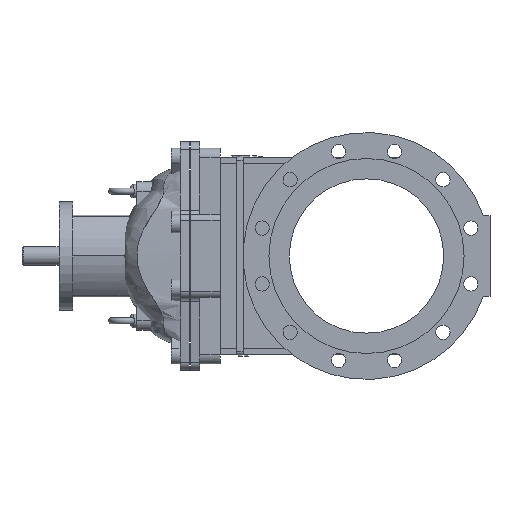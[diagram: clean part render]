
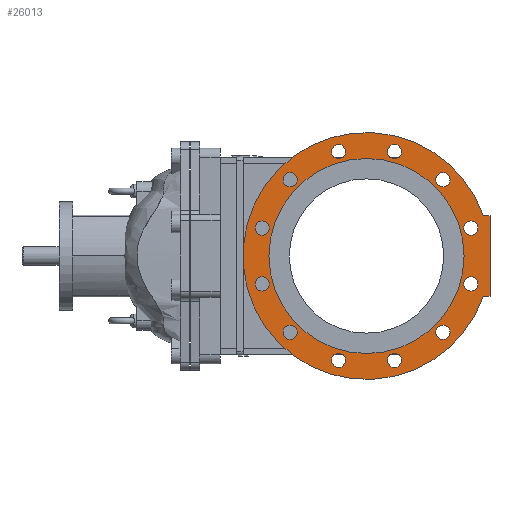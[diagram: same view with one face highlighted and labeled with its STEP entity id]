
A CAD part, left-side view. The second image highlights one B-rep face of the part: STEP entity #26013.
In plain terms, the highlighted planar face has unit normal (-1, 0, 0).
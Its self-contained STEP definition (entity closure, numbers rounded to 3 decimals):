
#26013=ADVANCED_FACE('',(#62063,#62065,#62067,#62069,#62071,#62073,#62075,#62077,
#62079,#62081,#62083,#62085,#62087,#62089),#62091,.F.);
#62063=FACE_BOUND('',#62064,.T.);
#62064=EDGE_LOOP('',(#85147,#85148,#85149,#85150));
#62065=FACE_BOUND('',#62066,.T.);
#62066=EDGE_LOOP('',(#85151));
#62067=FACE_BOUND('',#62068,.T.);
#62068=EDGE_LOOP('',(#85152));
#62069=FACE_BOUND('',#62070,.T.);
#62070=EDGE_LOOP('',(#85153));
#62071=FACE_BOUND('',#62072,.T.);
#62072=EDGE_LOOP('',(#85154));
#62073=FACE_BOUND('',#62074,.T.);
#62074=EDGE_LOOP('',(#85155));
#62075=FACE_BOUND('',#62076,.T.);
#62076=EDGE_LOOP('',(#85156));
#62077=FACE_BOUND('',#62078,.T.);
#62078=EDGE_LOOP('',(#85157));
#62079=FACE_BOUND('',#62080,.T.);
#62080=EDGE_LOOP('',(#85158));
#62081=FACE_BOUND('',#62082,.T.);
#62082=EDGE_LOOP('',(#85159));
#62083=FACE_BOUND('',#62084,.T.);
#62084=EDGE_LOOP('',(#85160));
#62085=FACE_BOUND('',#62086,.T.);
#62086=EDGE_LOOP('',(#85161));
#62087=FACE_BOUND('',#62088,.T.);
#62088=EDGE_LOOP('',(#85162));
#62089=FACE_BOUND('',#62090,.T.);
#62090=EDGE_LOOP('',(#85163));
#62091=PLANE('',#62092);
#62092=AXIS2_PLACEMENT_3D('',#62093,#62094,#62095);
#62093=CARTESIAN_POINT('',(24253.497,2234.773,-52.035));
#62094=DIRECTION('',(1.,0.,0.));
#62095=DIRECTION('',(0.,-0.5,-0.866));
#85147=ORIENTED_EDGE('',*,*,#93298,.T.);
#85148=ORIENTED_EDGE('',*,*,#93295,.T.);
#85149=ORIENTED_EDGE('',*,*,#93292,.T.);
#85150=ORIENTED_EDGE('',*,*,#93289,.T.);
#85151=ORIENTED_EDGE('',*,*,#90284,.T.);
#85152=ORIENTED_EDGE('',*,*,#90286,.T.);
#85153=ORIENTED_EDGE('',*,*,#90288,.T.);
#85154=ORIENTED_EDGE('',*,*,#90290,.T.);
#85155=ORIENTED_EDGE('',*,*,#90292,.T.);
#85156=ORIENTED_EDGE('',*,*,#90318,.T.);
#85157=ORIENTED_EDGE('',*,*,#90320,.T.);
#85158=ORIENTED_EDGE('',*,*,#90322,.T.);
#85159=ORIENTED_EDGE('',*,*,#90324,.T.);
#85160=ORIENTED_EDGE('',*,*,#90326,.T.);
#85161=ORIENTED_EDGE('',*,*,#90328,.T.);
#85162=ORIENTED_EDGE('',*,*,#90282,.T.);
#85163=ORIENTED_EDGE('',*,*,#93299,.T.);
#90282=EDGE_CURVE('',#101297,#101297,#101298,.T.);
#90284=EDGE_CURVE('',#101301,#101301,#101302,.T.);
#90286=EDGE_CURVE('',#101305,#101305,#101306,.T.);
#90288=EDGE_CURVE('',#101309,#101309,#101310,.T.);
#90290=EDGE_CURVE('',#101313,#101313,#101314,.T.);
#90292=EDGE_CURVE('',#101317,#101317,#101318,.T.);
#90318=EDGE_CURVE('',#101369,#101369,#101370,.T.);
#90320=EDGE_CURVE('',#101373,#101373,#101374,.T.);
#90322=EDGE_CURVE('',#101377,#101377,#101378,.T.);
#90324=EDGE_CURVE('',#101381,#101381,#101382,.T.);
#90326=EDGE_CURVE('',#101385,#101385,#101386,.T.);
#90328=EDGE_CURVE('',#101389,#101389,#101390,.T.);
#93289=EDGE_CURVE('',#107217,#107215,#107218,.T.);
#93292=EDGE_CURVE('',#107222,#107217,#107223,.T.);
#93295=EDGE_CURVE('',#107227,#107222,#107228,.T.);
#93298=EDGE_CURVE('',#107215,#107227,#107231,.T.);
#93299=EDGE_CURVE('',#107232,#107232,#107233,.T.);
#101297=VERTEX_POINT('',#121177);
#101298=CIRCLE('',#121178,11.5);
#101301=VERTEX_POINT('',#121187);
#101302=CIRCLE('',#121188,11.5);
#101305=VERTEX_POINT('',#121197);
#101306=CIRCLE('',#121198,11.5);
#101309=VERTEX_POINT('',#121207);
#101310=CIRCLE('',#121208,11.5);
#101313=VERTEX_POINT('',#121217);
#101314=CIRCLE('',#121218,11.5);
#101317=VERTEX_POINT('',#121227);
#101318=CIRCLE('',#121228,11.5);
#101369=VERTEX_POINT('',#121357);
#101370=CIRCLE('',#121358,11.5);
#101373=VERTEX_POINT('',#121367);
#101374=CIRCLE('',#121368,11.5);
#101377=VERTEX_POINT('',#121377);
#101378=CIRCLE('',#121378,11.5);
#101381=VERTEX_POINT('',#121387);
#101382=CIRCLE('',#121388,11.5);
#101385=VERTEX_POINT('',#121397);
#101386=CIRCLE('',#121398,11.5);
#101389=VERTEX_POINT('',#121407);
#101390=CIRCLE('',#121408,11.5);
#107215=VERTEX_POINT('',#133218);
#107217=VERTEX_POINT('',#133222);
#107218=LINE('',#133223,#133224);
#107222=VERTEX_POINT('',#133234);
#107223=CIRCLE('',#133235,200.);
#107227=VERTEX_POINT('',#133246);
#107228=LINE('',#133247,#133248);
#107231=LINE('',#133256,#133257);
#107232=VERTEX_POINT('',#133259);
#107233=CIRCLE('',#133260,158.);
#121177=CARTESIAN_POINT('',(24253.497,1886.165,38.293));
#121178=AXIS2_PLACEMENT_3D('',#121179,#121180,#121181);
#121179=CARTESIAN_POINT('',(24253.497,1897.665,38.293));
#121180=DIRECTION('',(1.,0.,0.));
#121181=DIRECTION('',(0.,-1.,0.));
#121187=CARTESIAN_POINT('',(24253.497,1931.458,-130.744));
#121188=AXIS2_PLACEMENT_3D('',#121189,#121190,#121191);
#121189=CARTESIAN_POINT('',(24253.497,1942.958,-130.744));
#121190=DIRECTION('',(1.,0.,0.));
#121191=DIRECTION('',(0.,-1.,0.));
#121197=CARTESIAN_POINT('',(24253.497,2100.495,-176.037));
#121198=AXIS2_PLACEMENT_3D('',#121199,#121200,#121201);
#121199=CARTESIAN_POINT('',(24253.497,2111.995,-176.037));
#121200=DIRECTION('',(1.,0.,0.));
#121201=DIRECTION('',(0.,-1.,0.));
#121207=CARTESIAN_POINT('',(24253.497,2224.239,-52.293));
#121208=AXIS2_PLACEMENT_3D('',#121209,#121210,#121211);
#121209=CARTESIAN_POINT('',(24253.497,2235.739,-52.293));
#121210=DIRECTION('',(1.,0.,0.));
#121211=DIRECTION('',(0.,-1.,0.));
#121217=CARTESIAN_POINT('',(24253.497,2178.946,116.744));
#121218=AXIS2_PLACEMENT_3D('',#121219,#121220,#121221);
#121219=CARTESIAN_POINT('',(24253.497,2190.446,116.744));
#121220=DIRECTION('',(1.,0.,0.));
#121221=DIRECTION('',(0.,-1.,0.));
#121227=CARTESIAN_POINT('',(24253.497,2009.909,162.037));
#121228=AXIS2_PLACEMENT_3D('',#121229,#121230,#121231);
#121229=CARTESIAN_POINT('',(24253.497,2021.409,162.037));
#121230=DIRECTION('',(1.,0.,0.));
#121231=DIRECTION('',(0.,-1.,0.));
#121357=CARTESIAN_POINT('',(24253.497,2100.495,162.037));
#121358=AXIS2_PLACEMENT_3D('',#121359,#121360,#121361);
#121359=CARTESIAN_POINT('',(24253.497,2111.995,162.037));
#121360=DIRECTION('',(1.,0.,0.));
#121361=DIRECTION('',(0.,-1.,0.));
#121367=CARTESIAN_POINT('',(24253.497,2224.239,38.293));
#121368=AXIS2_PLACEMENT_3D('',#121369,#121370,#121371);
#121369=CARTESIAN_POINT('',(24253.497,2235.739,38.293));
#121370=DIRECTION('',(1.,0.,0.));
#121371=DIRECTION('',(0.,-1.,0.));
#121377=CARTESIAN_POINT('',(24253.497,2178.946,-130.744));
#121378=AXIS2_PLACEMENT_3D('',#121379,#121380,#121381);
#121379=CARTESIAN_POINT('',(24253.497,2190.446,-130.744));
#121380=DIRECTION('',(1.,0.,0.));
#121381=DIRECTION('',(0.,-1.,0.));
#121387=CARTESIAN_POINT('',(24253.497,2009.909,-176.037));
#121388=AXIS2_PLACEMENT_3D('',#121389,#121390,#121391);
#121389=CARTESIAN_POINT('',(24253.497,2021.409,-176.037));
#121390=DIRECTION('',(1.,0.,0.));
#121391=DIRECTION('',(0.,-1.,0.));
#121397=CARTESIAN_POINT('',(24253.497,1886.165,-52.293));
#121398=AXIS2_PLACEMENT_3D('',#121399,#121400,#121401);
#121399=CARTESIAN_POINT('',(24253.497,1897.665,-52.293));
#121400=DIRECTION('',(1.,0.,0.));
#121401=DIRECTION('',(0.,-1.,0.));
#121407=CARTESIAN_POINT('',(24253.497,1931.458,116.744));
#121408=AXIS2_PLACEMENT_3D('',#121409,#121410,#121411);
#121409=CARTESIAN_POINT('',(24253.497,1942.958,116.744));
#121410=DIRECTION('',(1.,0.,0.));
#121411=DIRECTION('',(0.,-1.,0.));
#133218=CARTESIAN_POINT('',(24253.497,1866.702,-72.));
#133222=CARTESIAN_POINT('',(24253.497,1877.559,-72.));
#133223=CARTESIAN_POINT('',(24253.497,1877.559,-72.));
#133224=VECTOR('',#133225,1.);
#133225=DIRECTION('',(0.,-1.,0.));
#133234=CARTESIAN_POINT('',(24253.497,1877.559,58.));
#133235=AXIS2_PLACEMENT_3D('',#133236,#133237,#133238);
#133236=CARTESIAN_POINT('',(24253.497,2066.702,-7.));
#133237=DIRECTION('',(-1.,0.,0.));
#133238=DIRECTION('',(0.,-0.946,0.325));
#133246=CARTESIAN_POINT('',(24253.497,1866.702,58.));
#133247=CARTESIAN_POINT('',(24253.497,1866.702,58.));
#133248=VECTOR('',#133249,1.);
#133249=DIRECTION('',(0.,1.,0.));
#133256=CARTESIAN_POINT('',(24253.497,1866.702,-72.));
#133257=VECTOR('',#133258,1.);
#133258=DIRECTION('',(0.,0.,1.));
#133259=CARTESIAN_POINT('',(24253.497,2066.702,151.));
#133260=AXIS2_PLACEMENT_3D('',#133261,#133262,#133263);
#133261=CARTESIAN_POINT('',(24253.497,2066.702,-7.));
#133262=DIRECTION('',(1.,0.,0.));
#133263=DIRECTION('',(0.,0.,-1.));
